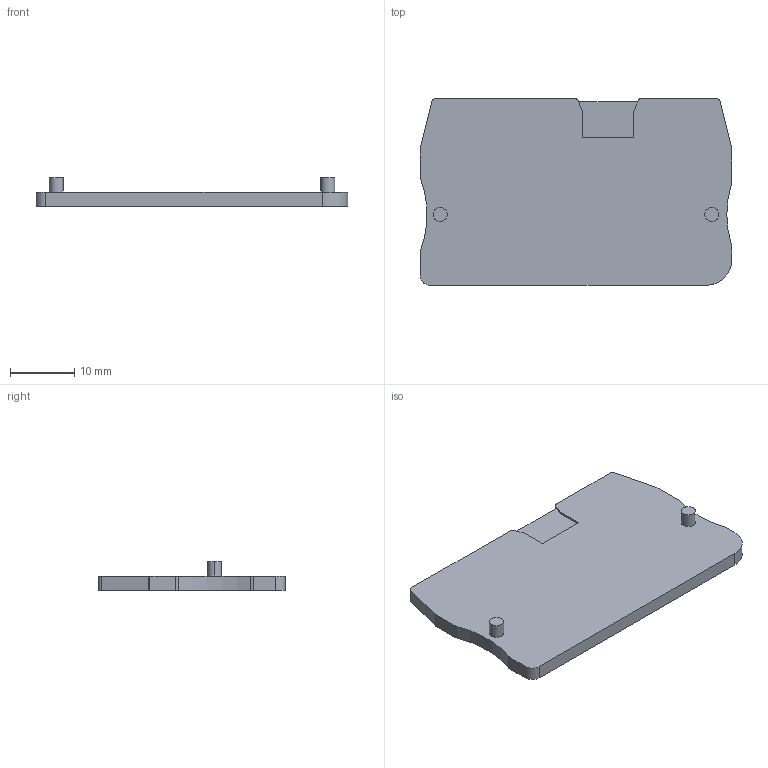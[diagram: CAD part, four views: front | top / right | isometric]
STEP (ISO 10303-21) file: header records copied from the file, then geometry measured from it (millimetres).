
FILE_DESCRIPTION((''),'2;1');
FILE_NAME('UJ5','2019-08-27T',('Administrator'),(''),'PRO/ENGINEER BY PARAMETRIC TECHNOLOGY CORPORATION, 2008380','PRO/ENGINEER BY PARAMETRIC TECHNOLOGY CORPORATION, 2008380','');
FILE_SCHEMA(('CONFIG_CONTROL_DESIGN'));
Length unit declared in the file: millimetre
Products named in the file (1): UJ5
Bounding box: 48.5 x 29 x 4.4 mm (x, y, z)
Volume: 3009.7 mm3; surface area: 3101.4 mm2
Topology: 1 solids, 1 shells, 42 faces, 114 edges, 76 vertices
Faces by surface type: plane 24, cylinder 18
Entity records: 1372 total; most frequent: DIRECTION 234, CARTESIAN_POINT 232, ORIENTED_EDGE 228, EDGE_CURVE 114, VECTOR 78, LINE 78, AXIS2_PLACEMENT_3D 78, VERTEX_POINT 76
